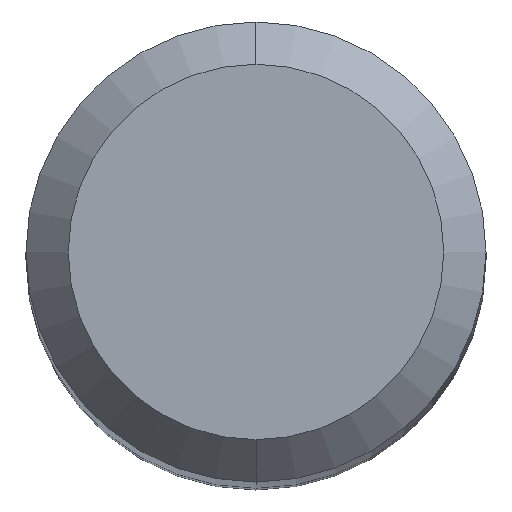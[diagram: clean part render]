
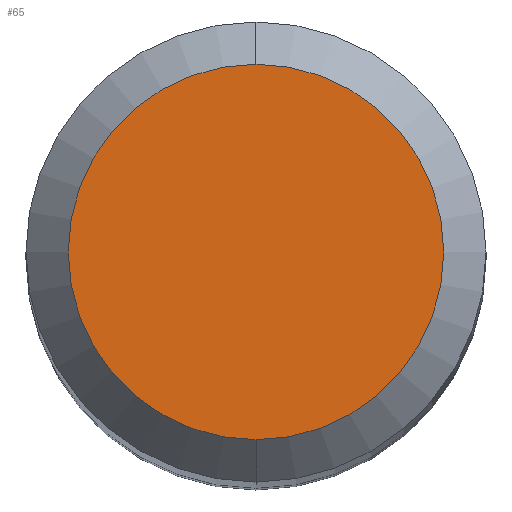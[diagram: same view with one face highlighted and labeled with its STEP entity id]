
A CAD part, top view. The second image highlights one B-rep face of the part: STEP entity #65.
In plain terms, the highlighted planar face has unit normal (0, 0, 1).
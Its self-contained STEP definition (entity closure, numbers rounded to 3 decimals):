
#65=ADVANCED_FACE('',(#124),#125,.T.);
#124=FACE_OUTER_BOUND('',#174,.T.);
#125=PLANE('',#175);
#174=EDGE_LOOP('',(#281,#282));
#175=AXIS2_PLACEMENT_3D('',#283,#284,#285);
#281=ORIENTED_EDGE('',*,*,#325,.T.);
#282=ORIENTED_EDGE('',*,*,#289,.T.);
#283=CARTESIAN_POINT('',(0.,-2.04,75.92));
#284=DIRECTION('',(0.0,0.0,1.0));
#285=DIRECTION('',(1.0,-0.0,0.0));
#289=EDGE_CURVE('',#332,#329,#333,.T.);
#325=EDGE_CURVE('',#329,#332,#380,.T.);
#329=VERTEX_POINT('',#384);
#332=VERTEX_POINT('',#388);
#333=CIRCLE('',#389,4.08);
#380=CIRCLE('',#447,4.08);
#384=CARTESIAN_POINT('',(0.,-4.08,75.92));
#388=CARTESIAN_POINT('',(0.,4.08,75.92));
#389=AXIS2_PLACEMENT_3D('',#451,#452,#453);
#447=AXIS2_PLACEMENT_3D('',#501,#502,#503);
#451=CARTESIAN_POINT('',(0.0,0.0,75.92));
#452=DIRECTION('',(0.0,0.0,1.0));
#453=DIRECTION('',(0.,-1.0,0.0));
#501=CARTESIAN_POINT('',(0.0,0.0,75.92));
#502=DIRECTION('',(0.0,0.0,1.0));
#503=DIRECTION('',(0.,-1.0,0.0));
